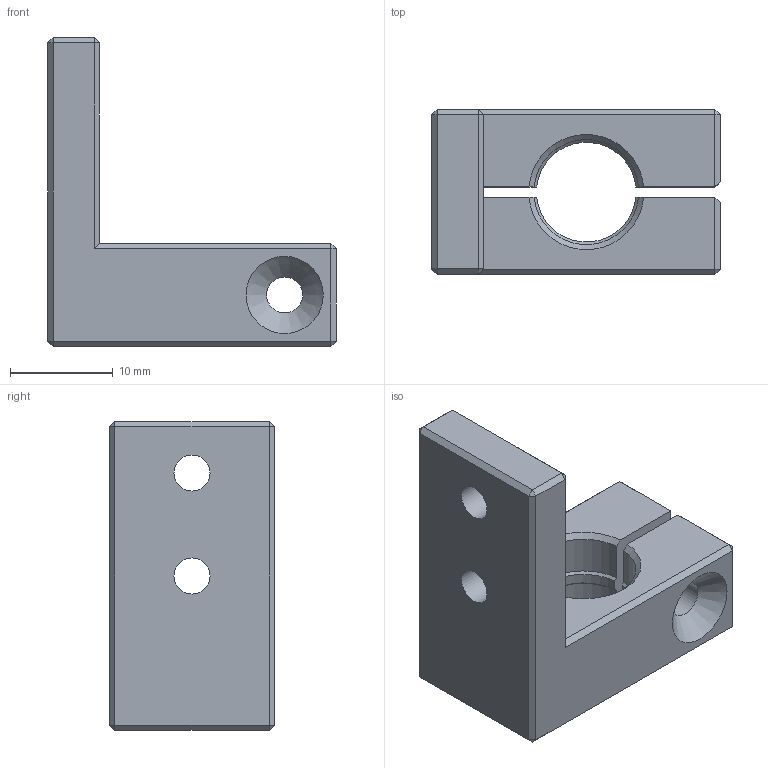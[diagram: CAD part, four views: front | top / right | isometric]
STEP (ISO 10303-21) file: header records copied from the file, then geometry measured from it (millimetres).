
FILE_DESCRIPTION(('Open CASCADE Model'),'2;1');
FILE_NAME('Open CASCADE Shape Model','2025-07-03T01:14:07',('Author'),( 'Open CASCADE'),'Open CASCADE STEP processor 7.7','Open CASCADE 7.7' ,'Unknown');
FILE_SCHEMA(('AUTOMOTIVE_DESIGN { 1 0 10303 214 1 1 1 1 }'));
Length unit declared in the file: millimetre
Products named in the file (1): Open CASCADE STEP translator 7.7 237
Bounding box: 28 x 16 x 30 mm (x, y, z)
Volume: 4759.4 mm3; surface area: 3038.4 mm2
Topology: 1 solids, 1 shells, 74 faces, 166 edges, 94 vertices
Faces by surface type: plane 52, cone 12, cylinder 10
Full cylindrical faces by diameter (mm): 3.5 x4
Entity records: 4238 total; most frequent: CARTESIAN_POINT 771, DIRECTION 672, LINE 410, VECTOR 410, ORIENTED_EDGE 332, PCURVE 332, DEFINITIONAL_REPRESENTATION 332, EDGE_CURVE 166
